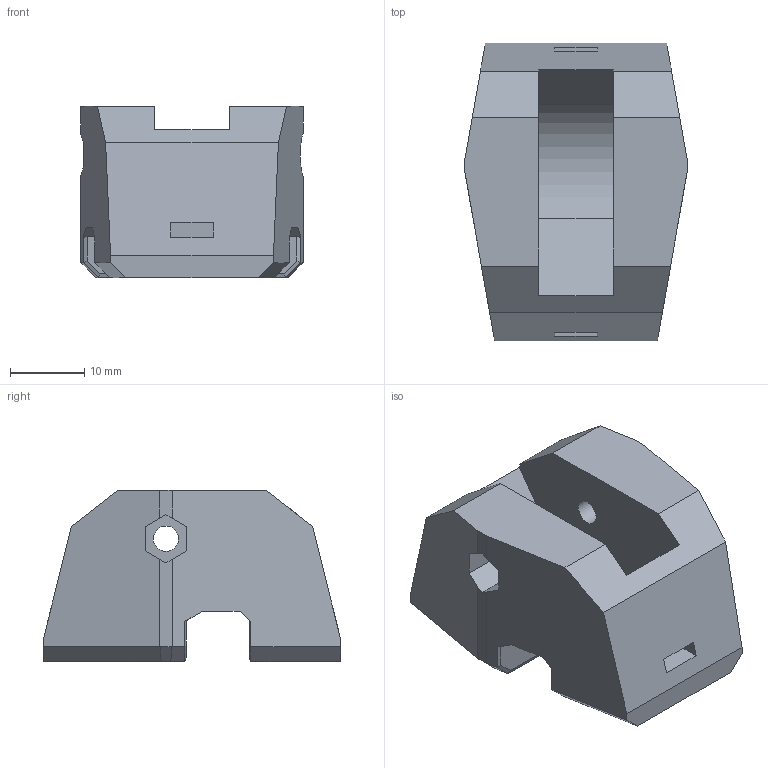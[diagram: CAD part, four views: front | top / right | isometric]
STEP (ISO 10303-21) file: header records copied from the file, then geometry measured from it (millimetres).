
FILE_DESCRIPTION(/* description */ (''),/* implementation_level */ '2;1');
FILE_NAME(/* name */ 'MINI-y-idler.stp',/* time_stamp */ '2020-08-20T13:40:55+02:00',/* author */ ('Robert Turinský'),/* organization */ (''),/* preprocessor_version */ 'ST-DEVELOPER v18.1',/* originating_system */ 'Autodesk Inventor 2021',/* authorisation */ '');
FILE_SCHEMA (('AUTOMOTIVE_DESIGN { 1 0 10303 214 3 1 1 }'));
Length unit declared in the file: millimetre
Products named in the file (1): y-idler-alternate
Bounding box: 29.9 x 40 x 23 mm (x, y, z)
Volume: 15576.6 mm3; surface area: 6104.2 mm2
Topology: 1 solids, 1 shells, 139 faces, 379 edges, 248 vertices
Faces by surface type: plane 105, bspline 26, cylinder 8
Full cylindrical faces by diameter (mm): 3.4 x6, 6 x1
Entity records: 4598 total; most frequent: CARTESIAN_POINT 1183, ORIENTED_EDGE 758, DIRECTION 581, EDGE_CURVE 379, LINE 301, VECTOR 301, VERTEX_POINT 248, EDGE_LOOP 153
